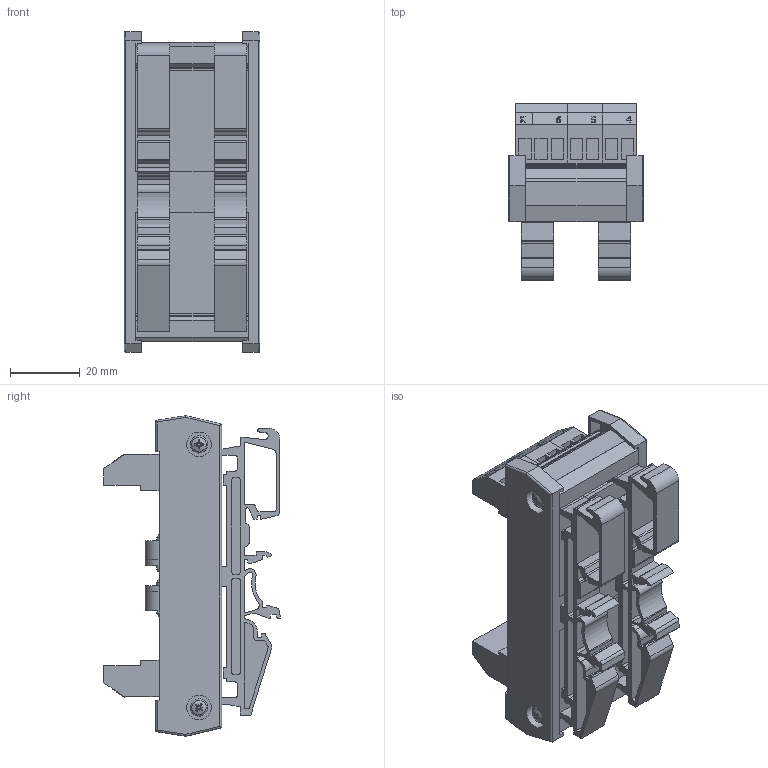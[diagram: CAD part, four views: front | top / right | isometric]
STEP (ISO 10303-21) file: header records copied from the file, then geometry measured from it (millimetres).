
FILE_DESCRIPTION((''),'2;1');
FILE_NAME('8850.4.stp','2013-12-27T14:26:58',('roland'),(''),'Autodesk Inventor 2013','Autodesk Inventor 2013','');
FILE_SCHEMA(('CONFIG_CONTROL_DESIGN'));
Length unit declared in the file: millimetre
Products named in the file (13): 8850; 6 Amp Plate 6; 6 amp diodes; BASE SIDE; BS EN ISO 7045 Z - Metric M2.5 x 10 - 4.8 - Z; 2 hole green; 3 hole green; 6 lable; 6 lable b; bussed filler; BASE LEGS; diode short 6A; K Lable
Assembly tree (28 placements, depth 2):
  8850
    6 Amp Plate 6
    6 amp diodes
    BASE SIDE  x2
    BS EN ISO 7045 Z - Metric M2.5 x 10 - 4.8 - Z  x4
    2 hole green  x4
    3 hole green  x2
    6 lable
    6 lable b
    bussed filler  x2
    BASE LEGS  x2
    diode short 6A  x6
    K Lable  x2
Bounding box: 39 x 50.69 x 92.02 mm (x, y, z)
Volume: 37036.1 mm3; surface area: 50720.5 mm2
Topology: 28 solids, 28 shells, 1369 faces, 3597 edges, 2360 vertices
Faces by surface type: plane 853, cylinder 349, bspline 73, cone 64, torus 26, sphere 4
Full cylindrical faces by diameter (mm): 0.68 x6, 1 x42, 1.199 x6, 1.2 x18, 1.3 x14, 2.256 x4, 2.5 x4, 3.2 x4, 3.75 x14, 7 x4, 7.99 x6, 8 x6, 9 x4
Entity records: 25043 total; most frequent: CARTESIAN_POINT 5534, ORIENTED_EDGE 3950, DIRECTION 3719, EDGE_CURVE 1975, VERTEX_POINT 1361, VECTOR 1349, LINE 1349, AXIS2_PLACEMENT_3D 1185
